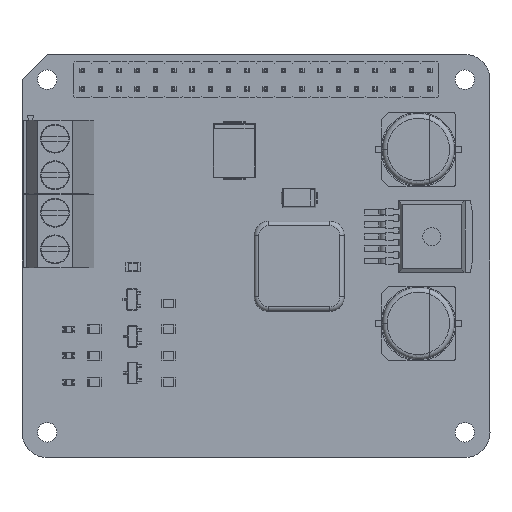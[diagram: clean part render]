
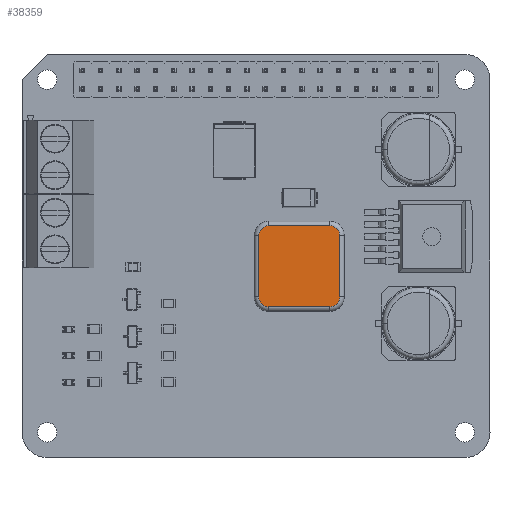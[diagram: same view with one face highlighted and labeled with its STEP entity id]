
A CAD part, top view. The second image highlights one B-rep face of the part: STEP entity #38359.
In plain terms, the highlighted planar face has unit normal (0, 0, 1).
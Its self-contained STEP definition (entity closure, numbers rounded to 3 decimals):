
#38068 = VERTEX_POINT('',#38069);
#38069 = CARTESIAN_POINT('',(-5.625,-4.25,8.));
#38076 = EDGE_CURVE('',#38068,#38077,#38079,.T.);
#38077 = VERTEX_POINT('',#38078);
#38078 = CARTESIAN_POINT('',(-5.625,4.25,8.));
#38079 = LINE('',#38080,#38081);
#38080 = CARTESIAN_POINT('',(-5.625,-4.25,8.));
#38081 = VECTOR('',#38082,1.);
#38082 = DIRECTION('',(0.,1.,0.));
#38337 = EDGE_CURVE('',#38338,#38068,#38340,.T.);
#38338 = VERTEX_POINT('',#38339);
#38339 = CARTESIAN_POINT('',(-4.25,-5.625,8.));
#38340 = CIRCLE('',#38341,1.375);
#38341 = AXIS2_PLACEMENT_3D('',#38342,#38343,#38344);
#38342 = CARTESIAN_POINT('',(-4.25,-4.25,8.));
#38343 = DIRECTION('',(-0.,0.,-1.));
#38344 = DIRECTION('',(0.,-1.,0.));
#38359 = ADVANCED_FACE('',(#38360),#38413,.T.);
#38360 = FACE_BOUND('',#38361,.T.);
#38361 = EDGE_LOOP('',(#38362,#38363,#38364,#38372,#38381,#38389,#38398,
    #38406));
#38362 = ORIENTED_EDGE('',*,*,#38076,.F.);
#38363 = ORIENTED_EDGE('',*,*,#38337,.F.);
#38364 = ORIENTED_EDGE('',*,*,#38365,.F.);
#38365 = EDGE_CURVE('',#38366,#38338,#38368,.T.);
#38366 = VERTEX_POINT('',#38367);
#38367 = CARTESIAN_POINT('',(4.25,-5.625,8.));
#38368 = LINE('',#38369,#38370);
#38369 = CARTESIAN_POINT('',(4.25,-5.625,8.));
#38370 = VECTOR('',#38371,1.);
#38371 = DIRECTION('',(-1.,-0.,-0.));
#38372 = ORIENTED_EDGE('',*,*,#38373,.F.);
#38373 = EDGE_CURVE('',#38374,#38366,#38376,.T.);
#38374 = VERTEX_POINT('',#38375);
#38375 = CARTESIAN_POINT('',(5.625,-4.25,8.));
#38376 = CIRCLE('',#38377,1.375);
#38377 = AXIS2_PLACEMENT_3D('',#38378,#38379,#38380);
#38378 = CARTESIAN_POINT('',(4.25,-4.25,8.));
#38379 = DIRECTION('',(0.,0.,-1.));
#38380 = DIRECTION('',(1.,0.,0.));
#38381 = ORIENTED_EDGE('',*,*,#38382,.F.);
#38382 = EDGE_CURVE('',#38383,#38374,#38385,.T.);
#38383 = VERTEX_POINT('',#38384);
#38384 = CARTESIAN_POINT('',(5.625,4.25,8.));
#38385 = LINE('',#38386,#38387);
#38386 = CARTESIAN_POINT('',(5.625,4.25,8.));
#38387 = VECTOR('',#38388,1.);
#38388 = DIRECTION('',(-0.,-1.,-0.));
#38389 = ORIENTED_EDGE('',*,*,#38390,.F.);
#38390 = EDGE_CURVE('',#38391,#38383,#38393,.T.);
#38391 = VERTEX_POINT('',#38392);
#38392 = CARTESIAN_POINT('',(4.25,5.625,8.));
#38393 = CIRCLE('',#38394,1.375);
#38394 = AXIS2_PLACEMENT_3D('',#38395,#38396,#38397);
#38395 = CARTESIAN_POINT('',(4.25,4.25,8.));
#38396 = DIRECTION('',(0.,0.,-1.));
#38397 = DIRECTION('',(0.,1.,0.));
#38398 = ORIENTED_EDGE('',*,*,#38399,.F.);
#38399 = EDGE_CURVE('',#38400,#38391,#38402,.T.);
#38400 = VERTEX_POINT('',#38401);
#38401 = CARTESIAN_POINT('',(-4.25,5.625,8.));
#38402 = LINE('',#38403,#38404);
#38403 = CARTESIAN_POINT('',(-4.25,5.625,8.));
#38404 = VECTOR('',#38405,1.);
#38405 = DIRECTION('',(1.,0.,0.));
#38406 = ORIENTED_EDGE('',*,*,#38407,.F.);
#38407 = EDGE_CURVE('',#38077,#38400,#38408,.T.);
#38408 = CIRCLE('',#38409,1.375);
#38409 = AXIS2_PLACEMENT_3D('',#38410,#38411,#38412);
#38410 = CARTESIAN_POINT('',(-4.25,4.25,8.));
#38411 = DIRECTION('',(0.,0.,-1.));
#38412 = DIRECTION('',(-1.,0.,0.));
#38413 = PLANE('',#38414);
#38414 = AXIS2_PLACEMENT_3D('',#38415,#38416,#38417);
#38415 = CARTESIAN_POINT('',(-6.25,-6.25,8.));
#38416 = DIRECTION('',(0.,0.,1.));
#38417 = DIRECTION('',(1.,0.,0.));
